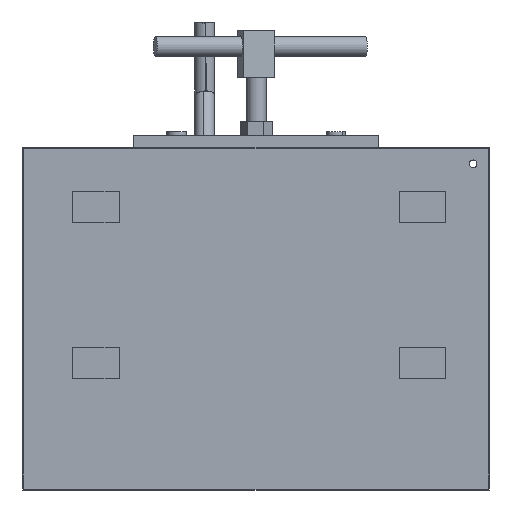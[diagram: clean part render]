
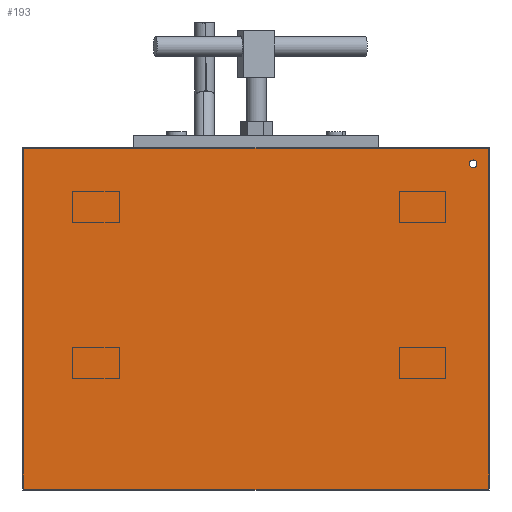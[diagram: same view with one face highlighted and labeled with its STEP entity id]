
A CAD part, front view. The second image highlights one B-rep face of the part: STEP entity #193.
In plain terms, the highlighted planar face has unit normal (0, -1, 0).
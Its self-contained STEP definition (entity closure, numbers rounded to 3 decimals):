
#11 = ORIENTED_EDGE ( 'NONE', *, *, #1185, .T. ) ;
#12 = ORIENTED_EDGE ( 'NONE', *, *, #1203, .F. ) ;
#13 = ORIENTED_EDGE ( 'NONE', *, *, #1213, .F. ) ;
#14 = ORIENTED_EDGE ( 'NONE', *, *, #1210, .F. ) ;
#15 = ORIENTED_EDGE ( 'NONE', *, *, #1207, .F. ) ;
#17 = ORIENTED_EDGE ( 'NONE', *, *, #1215, .T. ) ;
#193 = ADVANCED_FACE ( 'NONE', ( #6227, #6231 ), #5022, .T. ) ;
#1185 = EDGE_CURVE ( 'NONE', #24694, #25326, #11214, .T. ) ;
#1203 = EDGE_CURVE ( 'NONE', #25328, #25325, #11236, .T. ) ;
#1207 = EDGE_CURVE ( 'NONE', #25325, #25314, #11234, .T. ) ;
#1210 = EDGE_CURVE ( 'NONE', #25314, #25312, #11245, .T. ) ;
#1213 = EDGE_CURVE ( 'NONE', #25312, #25328, #11255, .T. ) ;
#1215 = EDGE_CURVE ( 'NONE', #25326, #24694, #11268, .T. ) ;
#2025 = AXIS2_PLACEMENT_3D ( 'NONE', #5023, #5028, #5029 ) ;
#4222 = EDGE_LOOP ( 'NONE', ( #12, #13, #14, #15 ) ) ;
#4224 = EDGE_LOOP ( 'NONE', ( #17, #11 ) ) ;
#5022 = PLANE ( 'NONE',  #2025 ) ;
#5023 = CARTESIAN_POINT ( 'NONE',  ( 0., 0., -762. ) ) ;
#5028 = DIRECTION ( 'NONE',  ( 0., -1., 0. ) ) ;
#5029 = DIRECTION ( 'NONE',  ( 0., 0., -1. ) ) ;
#6227 = FACE_BOUND ( 'NONE', #4224, .T. ) ;
#6231 = FACE_OUTER_BOUND ( 'NONE', #4222, .T. ) ;
#7859 = AXIS2_PLACEMENT_3D ( 'NONE', #9793, #9800, #9801 ) ;
#7865 = AXIS2_PLACEMENT_3D ( 'NONE', #12223, #12224, #12225 ) ;
#9793 = CARTESIAN_POINT ( 'NONE',  ( 532.4, 0., -735.4 ) ) ;
#9800 = DIRECTION ( 'NONE',  ( 0., 1., 0. ) ) ;
#9801 = DIRECTION ( 'NONE',  ( 0., 0., 1. ) ) ;
#9830 = CARTESIAN_POINT ( 'NONE',  ( 0., 0., 0. ) ) ;
#9842 = DIRECTION ( 'NONE',  ( 1., 0., 0. ) ) ;
#9843 = DIRECTION ( 'NONE',  ( 0., 0., 1. ) ) ;
#9844 = CARTESIAN_POINT ( 'NONE',  ( 0., 0., 0. ) ) ;
#11214 = CIRCLE ( 'NONE', #7859, 6.35 ) ;
#11234 = LINE ( 'NONE', #9844, #11250 ) ;
#11236 = LINE ( 'NONE', #9830, #11242 ) ;
#11242 = VECTOR ( 'NONE', #9843, 1000. ) ;
#11245 = LINE ( 'NONE', #12211, #11256 ) ;
#11250 = VECTOR ( 'NONE', #9842, 1000. ) ;
#11255 = LINE ( 'NONE', #12217, #11261 ) ;
#11256 = VECTOR ( 'NONE', #12214, 1000. ) ;
#11261 = VECTOR ( 'NONE', #12219, 1000. ) ;
#11268 = CIRCLE ( 'NONE', #7865, 6.35 ) ;
#12211 = CARTESIAN_POINT ( 'NONE',  ( 559., 0., 0. ) ) ;
#12214 = DIRECTION ( 'NONE',  ( 0., 0., -1. ) ) ;
#12217 = CARTESIAN_POINT ( 'NONE',  ( 0., 0., -762. ) ) ;
#12219 = DIRECTION ( 'NONE',  ( -1., 0., 0. ) ) ;
#12223 = CARTESIAN_POINT ( 'NONE',  ( 532.4, 0., -735.4 ) ) ;
#12224 = DIRECTION ( 'NONE',  ( 0., 1., 0. ) ) ;
#12225 = DIRECTION ( 'NONE',  ( 0., 0., 1. ) ) ;
#15629 = CARTESIAN_POINT ( 'NONE',  ( 532.4, 0., -741.75 ) ) ;
#16244 = CARTESIAN_POINT ( 'NONE',  ( 559., 0., -762. ) ) ;
#16246 = CARTESIAN_POINT ( 'NONE',  ( 559., 0., 0. ) ) ;
#16257 = CARTESIAN_POINT ( 'NONE',  ( 0., 0., 0. ) ) ;
#16258 = CARTESIAN_POINT ( 'NONE',  ( 532.4, 0., -729.05 ) ) ;
#16260 = CARTESIAN_POINT ( 'NONE',  ( 0., 0., -762. ) ) ;
#24694 = VERTEX_POINT ( 'NONE', #15629 ) ;
#25312 = VERTEX_POINT ( 'NONE', #16244 ) ;
#25314 = VERTEX_POINT ( 'NONE', #16246 ) ;
#25325 = VERTEX_POINT ( 'NONE', #16257 ) ;
#25326 = VERTEX_POINT ( 'NONE', #16258 ) ;
#25328 = VERTEX_POINT ( 'NONE', #16260 ) ;
